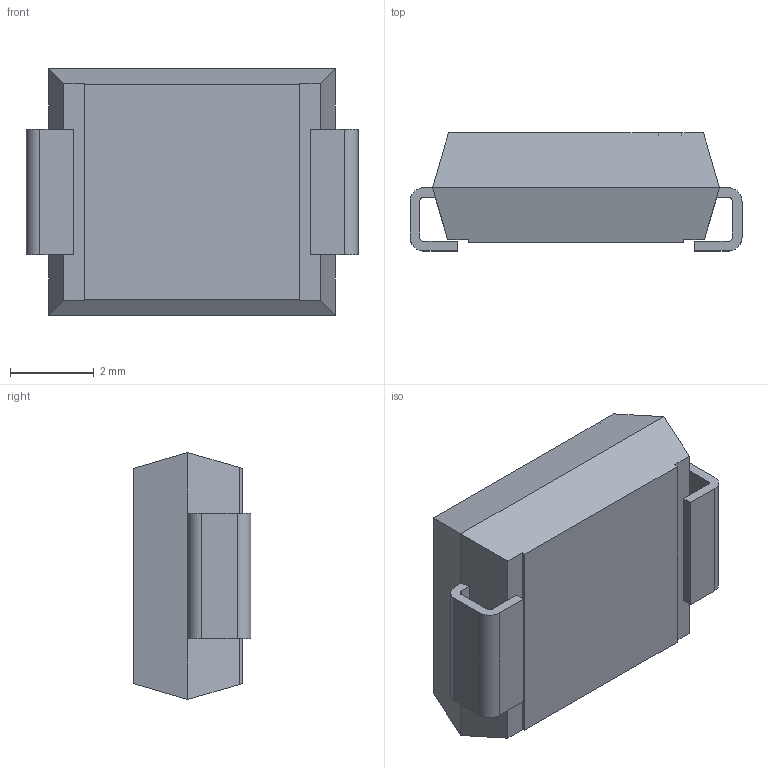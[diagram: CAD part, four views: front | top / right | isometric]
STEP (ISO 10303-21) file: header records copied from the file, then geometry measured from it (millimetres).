
FILE_DESCRIPTION (( 'STEP AP214' ), '1' );
FILE_NAME ('SK34-TP.STEP', '2024-01-04T08:36:44', ( 'LENOVO' ), ( '' ), 'SwSTEP 2.0', 'SolidWorks 2021', '' );
FILE_SCHEMA (( 'AUTOMOTIVE_DESIGN' ));
Length unit declared in the file: inch
Products named in the file (1): SK34-TP
Bounding box: 7.94 x 2.82 x 5.91 mm (x, y, z)
Volume: 96.9 mm3; surface area: 176.7 mm2
Topology: 4 solids, 4 shells, 64 faces, 156 edges, 100 vertices
Faces by surface type: plane 56, cylinder 8
Entity records: 1913 total; most frequent: CARTESIAN_POINT 321, ORIENTED_EDGE 312, DIRECTION 302, EDGE_CURVE 156, LINE 140, VECTOR 140, VERTEX_POINT 100, AXIS2_PLACEMENT_3D 81
